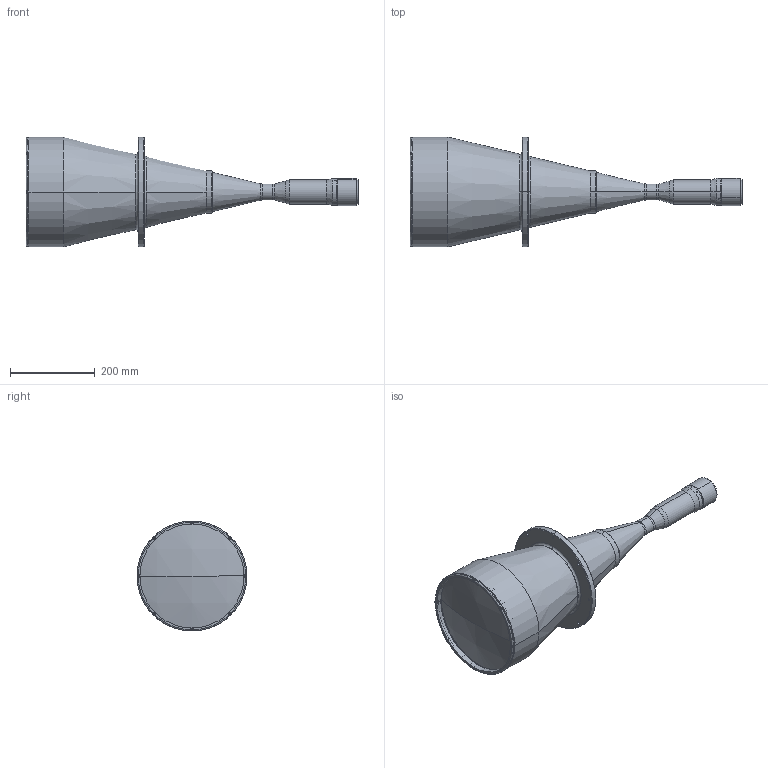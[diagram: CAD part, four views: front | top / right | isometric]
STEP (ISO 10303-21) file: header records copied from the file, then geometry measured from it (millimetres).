
FILE_DESCRIPTION (( 'STEP AP214' ), '1' );
FILE_NAME ('TC16M192-Q.STEP', '2014-12-18T10:03:16', ( '' ), ( '' ), 'SwSTEP 2.0', 'SolidWorks 2013', '' );
FILE_SCHEMA (( 'AUTOMOTIVE_DESIGN' ));
Length unit declared in the file: millimetre
Products named in the file (1): TC16M192-Q
Bounding box: 784.9 x 260 x 260 mm (x, y, z)
Surface area: 484520.8 mm2 (no closed solid volume)
Topology: 0 solids, 23 shells, 201 faces, 601 edges, 417 vertices
Faces by surface type: cylinder 77, plane 76, torus 28, cone 18, sphere 2
Entity records: 9539 total; most frequent: CARTESIAN_POINT 1728, DIRECTION 1253, ORIENTED_EDGE 1002, EDGE_CURVE 601, AXIS2_PLACEMENT_3D 482, VERTEX_POINT 417, LINE 289, VECTOR 289
